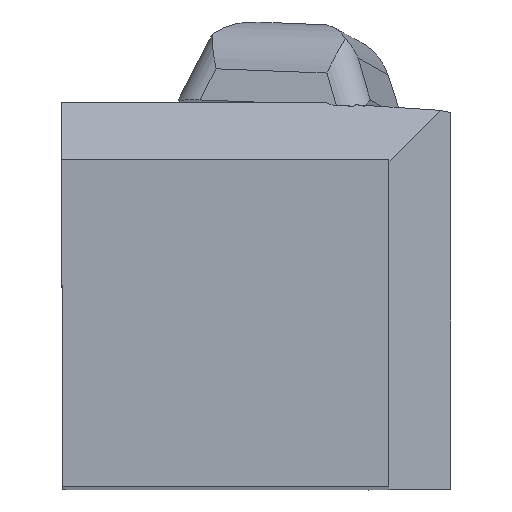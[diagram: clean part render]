
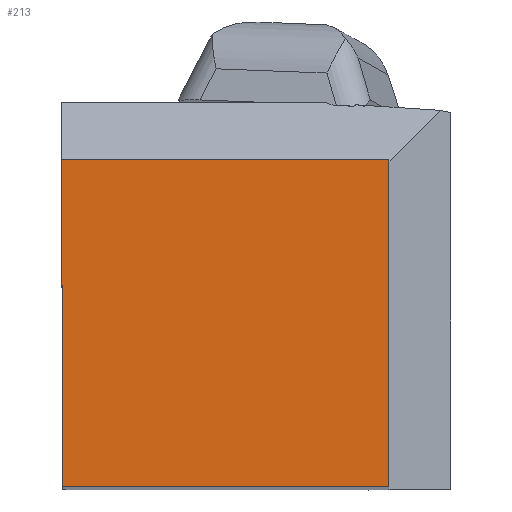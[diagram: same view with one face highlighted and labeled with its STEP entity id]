
A CAD part, top view. The second image highlights one B-rep face of the part: STEP entity #213.
In plain terms, the highlighted planar face has unit normal (0, 0, 1).
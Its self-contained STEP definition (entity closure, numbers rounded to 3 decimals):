
#147=FACE_OUTER_BOUND('',#616,.T.);
#213=ADVANCED_FACE('BLANK_BOXF006',(#147),#273,.F.);
#273=PLANE('',#1466);
#358=LINE('',#2112,#495);
#365=LINE('',#2127,#502);
#375=LINE('',#2145,#512);
#376=LINE('',#2147,#513);
#495=VECTOR('',#1673,1.);
#502=VECTOR('',#1682,1.);
#512=VECTOR('',#1698,1.);
#513=VECTOR('',#1699,1.);
#616=EDGE_LOOP('',(#789,#790,#791,#792));
#789=ORIENTED_EDGE('',*,*,#1235,.T.);
#790=ORIENTED_EDGE('',*,*,#1236,.T.);
#791=ORIENTED_EDGE('',*,*,#1218,.T.);
#792=ORIENTED_EDGE('',*,*,#1225,.T.);
#1082=VERTEX_POINT('',#2111);
#1083=VERTEX_POINT('',#2113);
#1089=VERTEX_POINT('',#2126);
#1095=VERTEX_POINT('',#2146);
#1218=EDGE_CURVE('',#1083,#1082,#358,.T.);
#1225=EDGE_CURVE('',#1082,#1089,#365,.T.);
#1235=EDGE_CURVE('',#1089,#1095,#375,.T.);
#1236=EDGE_CURVE('',#1095,#1083,#376,.T.);
#1466=AXIS2_PLACEMENT_3D('',#2148,#1700,#1701);
#1673=DIRECTION('',(0.004,-1.,0.));
#1682=DIRECTION('',(1.,0.,0.));
#1698=DIRECTION('',(0.,1.,0.));
#1699=DIRECTION('',(-1.,0.,0.));
#1700=DIRECTION('',(0.,0.,-1.));
#1701=DIRECTION('',(1.,0.,0.));
#2111=CARTESIAN_POINT('',(0.11,0.,0.));
#2112=CARTESIAN_POINT('',(-0.607,164.398,0.));
#2113=CARTESIAN_POINT('',(0.,25.273,0.));
#2126=CARTESIAN_POINT('',(25.273,0.,0.));
#2127=CARTESIAN_POINT('',(-164.4,0.,0.));
#2145=CARTESIAN_POINT('',(25.273,-164.4,0.));
#2146=CARTESIAN_POINT('',(25.273,25.273,0.));
#2147=CARTESIAN_POINT('',(164.4,25.273,0.));
#2148=CARTESIAN_POINT('',(38.619,-5.,0.));
